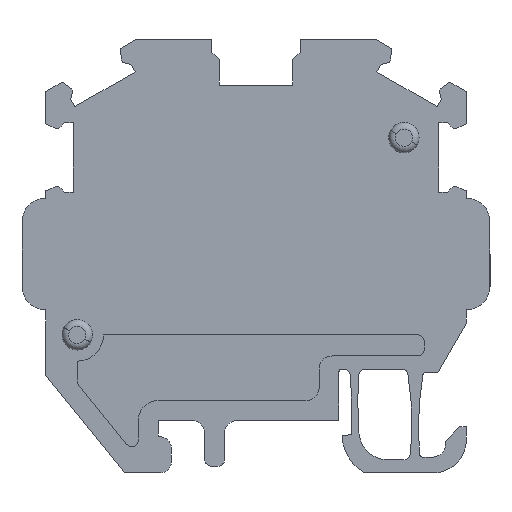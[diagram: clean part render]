
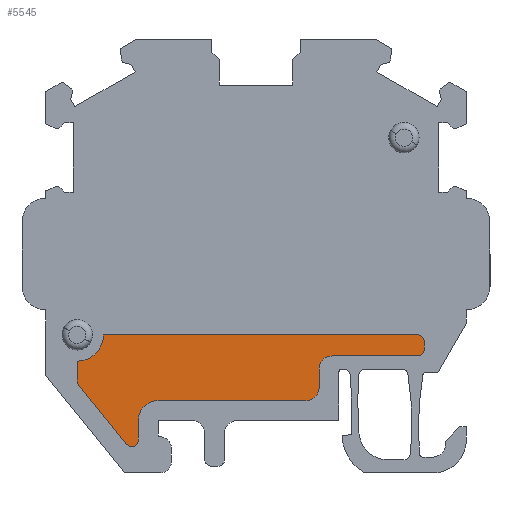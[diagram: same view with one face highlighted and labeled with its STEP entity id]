
A CAD part, left-side view. The second image highlights one B-rep face of the part: STEP entity #5545.
In plain terms, the highlighted planar face has unit normal (-1, 0, 0).
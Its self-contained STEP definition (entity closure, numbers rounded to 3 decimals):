
#4785=AXIS2_PLACEMENT_3D('Circle Axis2P3D',#4783,#4784,$) ;
#4846=AXIS2_PLACEMENT_3D('Circle Axis2P3D',#4844,#4845,$) ;
#4897=AXIS2_PLACEMENT_3D('Circle Axis2P3D',#4895,#4896,$) ;
#4973=AXIS2_PLACEMENT_3D('Circle Axis2P3D',#4971,#4972,$) ;
#5020=AXIS2_PLACEMENT_3D('Circle Axis2P3D',#5018,#5019,$) ;
#5103=AXIS2_PLACEMENT_3D('Circle Axis2P3D',#5101,#5102,$) ;
#5150=AXIS2_PLACEMENT_3D('Circle Axis2P3D',#5148,#5149,$) ;
#5526=AXIS2_PLACEMENT_3D('Plane Axis2P3D',#5523,#5524,#5525) ;
#4778=CARTESIAN_POINT('Vertex',(5.,13.,6.5)) ;
#4783=CARTESIAN_POINT('Axis2P3D Location',(5.,14.,6.5)) ;
#4787=CARTESIAN_POINT('Vertex',(5.,14.,5.5)) ;
#4820=CARTESIAN_POINT('Vertex',(5.,13.,7.9)) ;
#4823=CARTESIAN_POINT('Line Origine',(5.,13.,7.2)) ;
#4839=CARTESIAN_POINT('Vertex',(5.,12.,8.9)) ;
#4844=CARTESIAN_POINT('Axis2P3D Location',(5.,12.,7.9)) ;
#4861=CARTESIAN_POINT('Line Origine',(5.,8.75,8.9)) ;
#4865=CARTESIAN_POINT('Vertex',(5.,5.5,8.9)) ;
#4895=CARTESIAN_POINT('Axis2P3D Location',(5.,5.5,9.4)) ;
#4899=CARTESIAN_POINT('Vertex',(5.,5.,9.4)) ;
#4930=CARTESIAN_POINT('Line Origine',(5.,5.,9.7)) ;
#4934=CARTESIAN_POINT('Vertex',(5.,5.,10.)) ;
#4968=CARTESIAN_POINT('Vertex',(5.,5.5,10.5)) ;
#4971=CARTESIAN_POINT('Axis2P3D Location',(5.,5.5,10.)) ;
#4994=CARTESIAN_POINT('Vertex',(5.,29.4,10.5)) ;
#4997=CARTESIAN_POINT('Line Origine',(5.,17.45,10.5)) ;
#5013=CARTESIAN_POINT('Vertex',(5.,31.4,8.5)) ;
#5018=CARTESIAN_POINT('Axis2P3D Location',(5.,31.4,10.5)) ;
#5046=CARTESIAN_POINT('Vertex',(5.,31.4,6.829)) ;
#5049=CARTESIAN_POINT('Line Origine',(5.,31.4,7.665)) ;
#5061=CARTESIAN_POINT('Line Origine',(5.,29.519,4.507)) ;
#5065=CARTESIAN_POINT('Vertex',(5.,27.639,2.184)) ;
#5098=CARTESIAN_POINT('Vertex',(5.,26.75,2.499)) ;
#5101=CARTESIAN_POINT('Axis2P3D Location',(5.,27.25,2.499)) ;
#5124=CARTESIAN_POINT('Vertex',(5.,26.75,4.)) ;
#5127=CARTESIAN_POINT('Line Origine',(5.,26.75,3.249)) ;
#5143=CARTESIAN_POINT('Vertex',(5.,25.25,5.5)) ;
#5148=CARTESIAN_POINT('Axis2P3D Location',(5.,25.25,4.)) ;
#5170=CARTESIAN_POINT('Line Origine',(5.,19.625,5.5)) ;
#5523=CARTESIAN_POINT('Axis2P3D Location',(5.,17.8,0.)) ;
#4784=DIRECTION('Axis2P3D Direction',(1.,0.,0.)) ;
#4824=DIRECTION('Vector Direction',(0.,0.,1.)) ;
#4845=DIRECTION('Axis2P3D Direction',(1.,0.,0.)) ;
#4862=DIRECTION('Vector Direction',(0.,-1.,0.)) ;
#4896=DIRECTION('Axis2P3D Direction',(1.,0.,0.)) ;
#4931=DIRECTION('Vector Direction',(0.,0.,1.)) ;
#4972=DIRECTION('Axis2P3D Direction',(1.,0.,0.)) ;
#4998=DIRECTION('Vector Direction',(0.,1.,0.)) ;
#5019=DIRECTION('Axis2P3D Direction',(1.,0.,0.)) ;
#5050=DIRECTION('Vector Direction',(0.,0.,-1.)) ;
#5062=DIRECTION('Vector Direction',(0.,-0.629,-0.777)) ;
#5102=DIRECTION('Axis2P3D Direction',(1.,0.,0.)) ;
#5128=DIRECTION('Vector Direction',(0.,0.,1.)) ;
#5149=DIRECTION('Axis2P3D Direction',(1.,0.,0.)) ;
#5171=DIRECTION('Vector Direction',(0.,-1.,0.)) ;
#5524=DIRECTION('Axis2P3D Direction',(1.,0.,0.)) ;
#5525=DIRECTION('Axis2P3D XDirection',(0.,1.,0.)) ;
#4825=VECTOR('Line Direction',#4824,1.) ;
#4863=VECTOR('Line Direction',#4862,1.) ;
#4932=VECTOR('Line Direction',#4931,1.) ;
#4999=VECTOR('Line Direction',#4998,1.) ;
#5051=VECTOR('Line Direction',#5050,1.) ;
#5063=VECTOR('Line Direction',#5062,1.) ;
#5129=VECTOR('Line Direction',#5128,1.) ;
#5172=VECTOR('Line Direction',#5171,1.) ;
#5529=ORIENTED_EDGE('',*,*,#5105,.F.) ;
#5530=ORIENTED_EDGE('',*,*,#5131,.F.) ;
#5531=ORIENTED_EDGE('',*,*,#5152,.F.) ;
#5532=ORIENTED_EDGE('',*,*,#5174,.F.) ;
#5533=ORIENTED_EDGE('',*,*,#4789,.F.) ;
#5534=ORIENTED_EDGE('',*,*,#4827,.F.) ;
#5535=ORIENTED_EDGE('',*,*,#4848,.F.) ;
#5536=ORIENTED_EDGE('',*,*,#4867,.F.) ;
#5537=ORIENTED_EDGE('',*,*,#4901,.F.) ;
#5538=ORIENTED_EDGE('',*,*,#4936,.F.) ;
#5539=ORIENTED_EDGE('',*,*,#4975,.F.) ;
#5540=ORIENTED_EDGE('',*,*,#5001,.F.) ;
#5541=ORIENTED_EDGE('',*,*,#5022,.F.) ;
#5542=ORIENTED_EDGE('',*,*,#5053,.F.) ;
#5543=ORIENTED_EDGE('',*,*,#5067,.F.) ;
#5545=ADVANCED_FACE('KLTR_AK4_Blatt__1.1\\Koerper.2',(#5544),#5527,.F.) ;
#4786=CIRCLE('generated circle',#4785,1.) ;
#4847=CIRCLE('generated circle',#4846,1.) ;
#4898=CIRCLE('generated circle',#4897,0.5) ;
#4974=CIRCLE('generated circle',#4973,0.5) ;
#5021=CIRCLE('generated circle',#5020,2.) ;
#5104=CIRCLE('generated circle',#5103,0.5) ;
#5151=CIRCLE('generated circle',#5150,1.5) ;
#4789=EDGE_CURVE('',#4779,#4788,#4786,.T.) ;
#4827=EDGE_CURVE('',#4821,#4779,#4826,.F.) ;
#4848=EDGE_CURVE('',#4840,#4821,#4847,.F.) ;
#4867=EDGE_CURVE('',#4866,#4840,#4864,.F.) ;
#4901=EDGE_CURVE('',#4900,#4866,#4898,.T.) ;
#4936=EDGE_CURVE('',#4935,#4900,#4933,.F.) ;
#4975=EDGE_CURVE('',#4969,#4935,#4974,.T.) ;
#5001=EDGE_CURVE('',#4995,#4969,#5000,.F.) ;
#5022=EDGE_CURVE('',#5014,#4995,#5021,.F.) ;
#5053=EDGE_CURVE('',#5047,#5014,#5052,.F.) ;
#5067=EDGE_CURVE('',#5066,#5047,#5064,.F.) ;
#5105=EDGE_CURVE('',#5099,#5066,#5104,.T.) ;
#5131=EDGE_CURVE('',#5125,#5099,#5130,.F.) ;
#5152=EDGE_CURVE('',#5144,#5125,#5151,.F.) ;
#5174=EDGE_CURVE('',#4788,#5144,#5173,.F.) ;
#5528=EDGE_LOOP('',(#5529,#5530,#5531,#5532,#5533,#5534,#5535,#5536,#5537,#5538,#5539,#5540,#5541,#5542,#5543)) ;
#5544=FACE_OUTER_BOUND('',#5528,.T.) ;
#4826=LINE('Line',#4823,#4825) ;
#4864=LINE('Line',#4861,#4863) ;
#4933=LINE('Line',#4930,#4932) ;
#5000=LINE('Line',#4997,#4999) ;
#5052=LINE('Line',#5049,#5051) ;
#5064=LINE('Line',#5061,#5063) ;
#5130=LINE('Line',#5127,#5129) ;
#5173=LINE('Line',#5170,#5172) ;
#5527=PLANE('',#5526) ;
#4779=VERTEX_POINT('',#4778) ;
#4788=VERTEX_POINT('',#4787) ;
#4821=VERTEX_POINT('',#4820) ;
#4840=VERTEX_POINT('',#4839) ;
#4866=VERTEX_POINT('',#4865) ;
#4900=VERTEX_POINT('',#4899) ;
#4935=VERTEX_POINT('',#4934) ;
#4969=VERTEX_POINT('',#4968) ;
#4995=VERTEX_POINT('',#4994) ;
#5014=VERTEX_POINT('',#5013) ;
#5047=VERTEX_POINT('',#5046) ;
#5066=VERTEX_POINT('',#5065) ;
#5099=VERTEX_POINT('',#5098) ;
#5125=VERTEX_POINT('',#5124) ;
#5144=VERTEX_POINT('',#5143) ;
